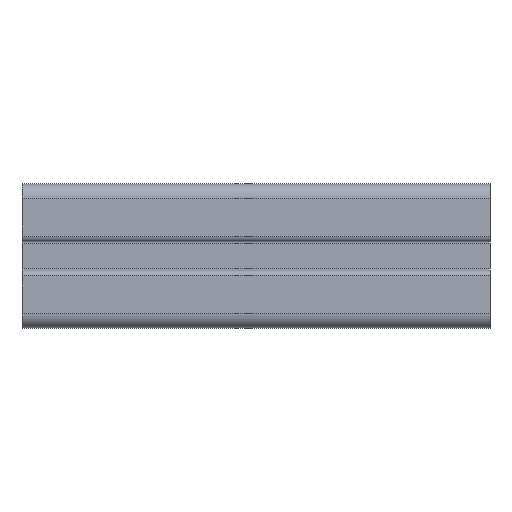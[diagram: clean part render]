
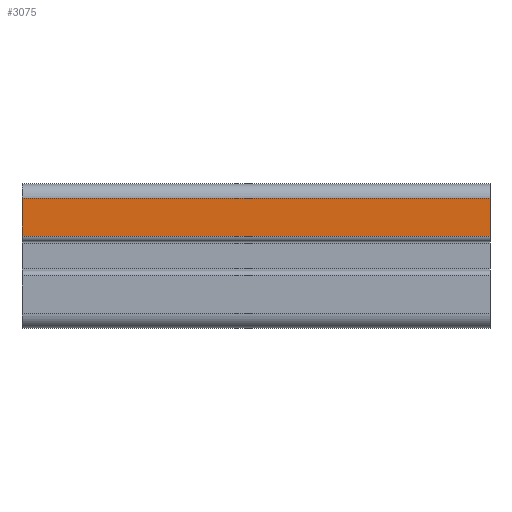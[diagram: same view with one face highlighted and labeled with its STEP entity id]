
A CAD part, left-side view. The second image highlights one B-rep face of the part: STEP entity #3075.
In plain terms, the highlighted planar face has unit normal (-1, 0, 0).
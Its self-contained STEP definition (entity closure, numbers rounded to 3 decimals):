
#261 = VERTEX_POINT ( 'NONE', #3741 ) ;
#419 = LINE ( 'NONE', #2437, #5312 ) ;
#670 = CARTESIAN_POINT ( 'NONE',  ( -195.56, -569.125, 490.47 ) ) ;
#682 = DIRECTION ( 'NONE',  ( 0., -1., 0. ) ) ;
#939 = EDGE_LOOP ( 'NONE', ( #2496, #3221, #2483, #4773 ) ) ;
#1067 = DIRECTION ( 'NONE',  ( 0., 0., 1. ) ) ;
#1132 = VERTEX_POINT ( 'NONE', #670 ) ;
#1439 = LINE ( 'NONE', #4374, #3005 ) ;
#1534 = FACE_OUTER_BOUND ( 'NONE', #939, .T. ) ;
#2437 = CARTESIAN_POINT ( 'NONE',  ( -195.56, -569.125, 500.97 ) ) ;
#2479 = EDGE_CURVE ( 'NONE', #1132, #261, #419, .T. ) ;
#2483 = ORIENTED_EDGE ( 'NONE', *, *, #4283, .T. ) ;
#2496 = ORIENTED_EDGE ( 'NONE', *, *, #3980, .F. ) ;
#2514 = LINE ( 'NONE', #3823, #3433 ) ;
#2677 = DIRECTION ( 'NONE',  ( 0., 0., 1. ) ) ;
#2746 = CARTESIAN_POINT ( 'NONE',  ( -195.56, 30.675, 484.97 ) ) ;
#2885 = VERTEX_POINT ( 'NONE', #3711 ) ;
#3005 = VECTOR ( 'NONE', #682, 1000. ) ;
#3075 = ADVANCED_FACE ( 'NONE', ( #1534 ), #4304, .T. ) ;
#3221 = ORIENTED_EDGE ( 'NONE', *, *, #4017, .F. ) ;
#3433 = VECTOR ( 'NONE', #3720, 1000. ) ;
#3691 = VECTOR ( 'NONE', #2677, 1000. ) ;
#3711 = CARTESIAN_POINT ( 'NONE',  ( -195.56, -439.125, 490.47 ) ) ;
#3720 = DIRECTION ( 'NONE',  ( 0., -1., 0. ) ) ;
#3741 = CARTESIAN_POINT ( 'NONE',  ( -195.56, -569.125, 500.97 ) ) ;
#3823 = CARTESIAN_POINT ( 'NONE',  ( -195.56, 30.675, 490.47 ) ) ;
#3857 = CARTESIAN_POINT ( 'NONE',  ( -195.56, -439.125, 490.47 ) ) ;
#3980 = EDGE_CURVE ( 'NONE', #4270, #261, #1439, .T. ) ;
#4017 = EDGE_CURVE ( 'NONE', #2885, #4270, #4729, .T. ) ;
#4054 = DIRECTION ( 'NONE',  ( 0., 0., 1. ) ) ;
#4270 = VERTEX_POINT ( 'NONE', #4569 ) ;
#4283 = EDGE_CURVE ( 'NONE', #2885, #1132, #2514, .T. ) ;
#4304 = PLANE ( 'NONE',  #4888 ) ;
#4374 = CARTESIAN_POINT ( 'NONE',  ( -195.56, 30.675, 500.97 ) ) ;
#4569 = CARTESIAN_POINT ( 'NONE',  ( -195.56, -439.125, 500.97 ) ) ;
#4729 = LINE ( 'NONE', #3857, #3691 ) ;
#4741 = DIRECTION ( 'NONE',  ( -1., 0., 0. ) ) ;
#4773 = ORIENTED_EDGE ( 'NONE', *, *, #2479, .T. ) ;
#4888 = AXIS2_PLACEMENT_3D ( 'NONE', #2746, #4741, #1067 ) ;
#5312 = VECTOR ( 'NONE', #4054, 1000. ) ;
